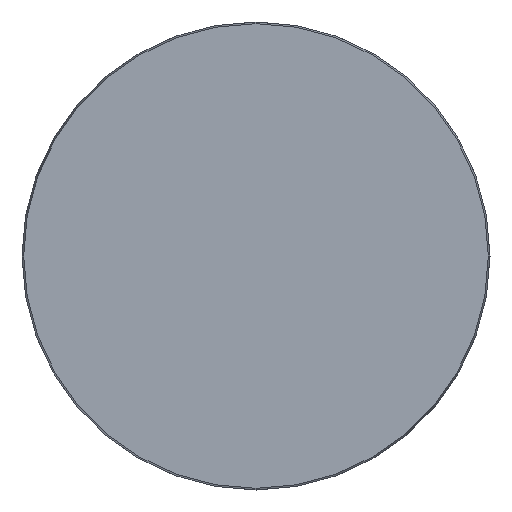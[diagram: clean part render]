
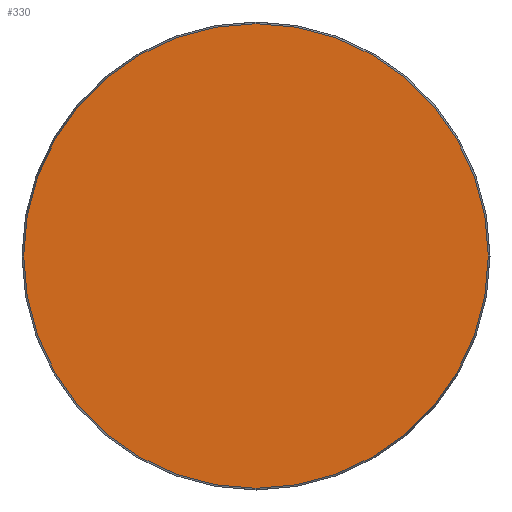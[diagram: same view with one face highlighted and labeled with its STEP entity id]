
A CAD part, front view. The second image highlights one B-rep face of the part: STEP entity #330.
In plain terms, the highlighted planar face has unit normal (0, -1, 0).
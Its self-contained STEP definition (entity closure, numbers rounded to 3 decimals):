
#114 = EDGE_CURVE ( 'NONE', #404, #404, #472, .T. ) ;
#119 = DIRECTION ( 'NONE',  ( 0., 1., 0. ) ) ;
#153 = DIRECTION ( 'NONE',  ( 0., -1., 0. ) ) ;
#164 = PLANE ( 'NONE',  #260 ) ;
#203 = DIRECTION ( 'NONE',  ( 0., 0., 1. ) ) ;
#207 = AXIS2_PLACEMENT_3D ( 'NONE', #363, #153, #367 ) ;
#260 = AXIS2_PLACEMENT_3D ( 'NONE', #329, #119, #203 ) ;
#297 = EDGE_LOOP ( 'NONE', ( #380 ) ) ;
#329 = CARTESIAN_POINT ( 'NONE',  ( -78.425, 0., 0. ) ) ;
#330 = ADVANCED_FACE ( 'NONE', ( #455 ), #164, .F. ) ;
#363 = CARTESIAN_POINT ( 'NONE',  ( 0., 0., 0. ) ) ;
#367 = DIRECTION ( 'NONE',  ( 0., 0., -1. ) ) ;
#380 = ORIENTED_EDGE ( 'NONE', *, *, #114, .T. ) ;
#404 = VERTEX_POINT ( 'NONE', #490 ) ;
#455 = FACE_OUTER_BOUND ( 'NONE', #297, .T. ) ;
#472 = CIRCLE ( 'NONE', #207, 78.425 ) ;
#490 = CARTESIAN_POINT ( 'NONE',  ( 0., 0., -78.425 ) ) ;
